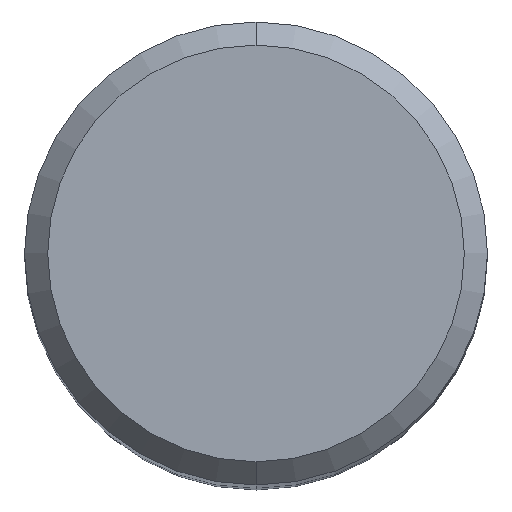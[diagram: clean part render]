
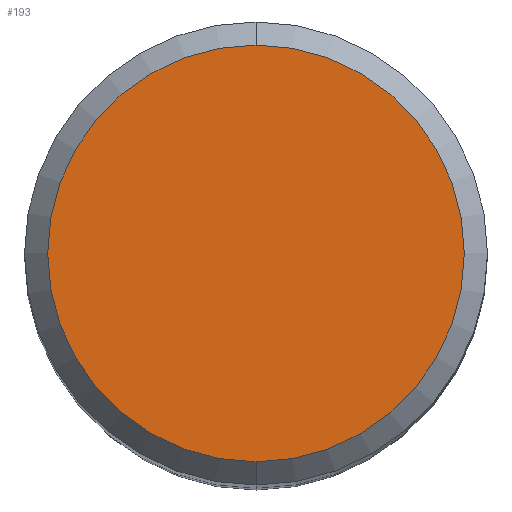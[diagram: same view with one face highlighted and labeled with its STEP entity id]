
A CAD part, top view. The second image highlights one B-rep face of the part: STEP entity #193.
In plain terms, the highlighted planar face has unit normal (0, 0, 1).
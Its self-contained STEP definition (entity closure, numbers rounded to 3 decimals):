
#141=VERTEX_POINT('',#297);
#153=VERTEX_POINT('',#310);
#187=EDGE_CURVE('',#141,#153,#348,.T.);
#193=ADVANCED_FACE('',(#354),#355,.T.);
#209=EDGE_CURVE('',#153,#141,#373,.T.);
#297=CARTESIAN_POINT('',(0.,-5.4,0.0));
#310=CARTESIAN_POINT('',(0.0,5.4,0.0));
#348=CIRCLE('',#537,5.4);
#354=FACE_OUTER_BOUND('',#545,.T.);
#355=PLANE('',#546);
#373=CIRCLE('',#568,5.4);
#537=AXIS2_PLACEMENT_3D('',#721,#722,#723);
#545=EDGE_LOOP('',(#731,#732));
#546=AXIS2_PLACEMENT_3D('',#733,#734,#735);
#568=AXIS2_PLACEMENT_3D('',#756,#757,#758);
#721=CARTESIAN_POINT('',(0.0,0.0,0.0));
#722=DIRECTION('',(0.0,0.0,-1.0));
#723=DIRECTION('',(0.0,1.0,0.0));
#731=ORIENTED_EDGE('',*,*,#209,.F.);
#732=ORIENTED_EDGE('',*,*,#187,.F.);
#733=CARTESIAN_POINT('',(0.0,2.7,0.0));
#734=DIRECTION('',(-0.0,0.0,1.0));
#735=DIRECTION('',(0.0,-1.0,0.0));
#756=CARTESIAN_POINT('',(0.0,0.0,0.0));
#757=DIRECTION('',(0.0,0.0,-1.0));
#758=DIRECTION('',(0.0,1.0,0.0));
